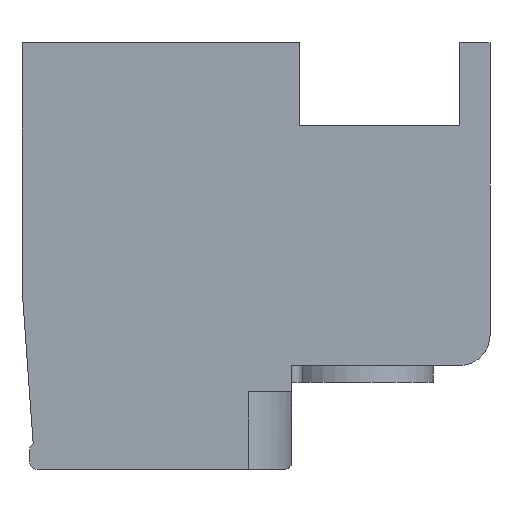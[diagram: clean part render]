
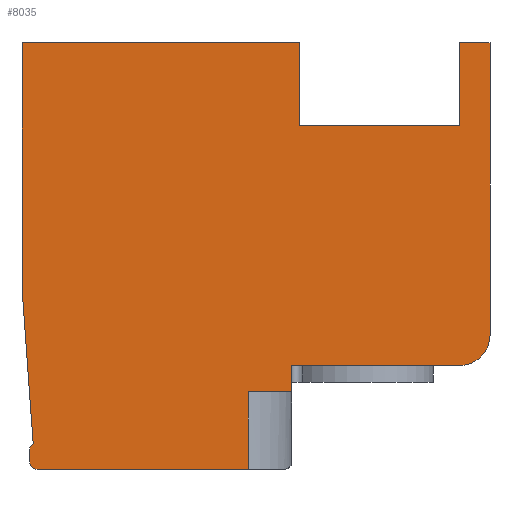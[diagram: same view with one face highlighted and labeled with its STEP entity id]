
A CAD part, front view. The second image highlights one B-rep face of the part: STEP entity #8035.
In plain terms, the highlighted planar face has unit normal (0, -1, 0).
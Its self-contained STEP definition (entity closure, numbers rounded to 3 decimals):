
#1=DIRECTION('',(0.,0.,1.));
#2=VECTOR('',#1,2.05);
#3=CARTESIAN_POINT('',(-0.15,0.,-6.175));
#4=LINE('',#3,#2);
#5=DIRECTION('',(-1.,0.,0.));
#6=VECTOR('',#5,5.6);
#7=CARTESIAN_POINT('',(-0.15,0.,-6.175));
#8=LINE('',#7,#6);
#9=CARTESIAN_POINT('',(-5.75,0.,-5.975));
#10=DIRECTION('',(0.,1.,0.));
#11=DIRECTION('',(0.,0.,-1.));
#12=AXIS2_PLACEMENT_3D('',#9,#10,#11);
#14=DIRECTION('',(0.,0.,1.));
#15=VECTOR('',#14,0.3);
#16=CARTESIAN_POINT('',(-5.95,0.,-5.975));
#17=LINE('',#16,#15);
#18=CARTESIAN_POINT('',(-5.75,0.,-5.675));
#19=DIRECTION('',(0.,1.,0.));
#20=DIRECTION('',(-1.,0.,0.));
#21=AXIS2_PLACEMENT_3D('',#18,#19,#20);
#23=DIRECTION('',(-0.072,0.,0.997));
#24=VECTOR('',#23,4.13);
#25=CARTESIAN_POINT('',(-5.854,0.,-5.504));
#26=LINE('',#25,#24);
#27=DIRECTION('',(0.,0.,1.));
#28=VECTOR('',#27,6.51);
#29=CARTESIAN_POINT('',(-6.15,0.,-1.385));
#30=LINE('',#29,#28);
#31=DIRECTION('',(1.,0.,0.));
#32=VECTOR('',#31,7.35);
#33=CARTESIAN_POINT('',(-6.15,0.,5.125));
#34=LINE('',#33,#32);
#35=DIRECTION('',(0.,0.,-1.));
#36=VECTOR('',#35,2.2);
#37=CARTESIAN_POINT('',(1.2,0.,5.125));
#38=LINE('',#37,#36);
#39=DIRECTION('',(1.,0.,0.));
#40=VECTOR('',#39,4.25);
#41=CARTESIAN_POINT('',(1.2,0.,2.925));
#42=LINE('',#41,#40);
#43=DIRECTION('',(0.,0.,1.));
#44=VECTOR('',#43,2.2);
#45=CARTESIAN_POINT('',(5.45,0.,2.925));
#46=LINE('',#45,#44);
#47=DIRECTION('',(1.,0.,0.));
#48=VECTOR('',#47,0.8);
#49=CARTESIAN_POINT('',(5.45,0.,5.125));
#50=LINE('',#49,#48);
#51=DIRECTION('',(0.,0.,-1.));
#52=VECTOR('',#51,7.75);
#53=CARTESIAN_POINT('',(6.25,0.,5.125));
#54=LINE('',#53,#52);
#55=CARTESIAN_POINT('',(5.45,0.,-2.625));
#56=DIRECTION('',(0.,1.,0.));
#57=DIRECTION('',(1.,0.,0.));
#58=AXIS2_PLACEMENT_3D('',#55,#56,#57);
#60=DIRECTION('',(-1.,0.,0.));
#61=VECTOR('',#60,4.45);
#62=CARTESIAN_POINT('',(5.45,0.,-3.425));
#63=LINE('',#62,#61);
#64=DIRECTION('',(0.,0.,-1.));
#65=VECTOR('',#64,0.7);
#66=CARTESIAN_POINT('',(1.,0.,-3.425));
#67=LINE('',#66,#65);
#68=DIRECTION('',(1.,0.,0.));
#69=VECTOR('',#68,1.15);
#70=CARTESIAN_POINT('',(-0.15,0.,-4.125));
#71=LINE('',#70,#69);
#6166=CARTESIAN_POINT('',(6.25,0.,5.125));
#6167=CARTESIAN_POINT('',(6.25,0.,-2.625));
#6168=VERTEX_POINT('',#6166);
#6169=VERTEX_POINT('',#6167);
#6170=CARTESIAN_POINT('',(5.45,0.,-3.425));
#6171=VERTEX_POINT('',#6170);
#6172=CARTESIAN_POINT('',(1.,0.,-3.425));
#6173=VERTEX_POINT('',#6172);
#6174=CARTESIAN_POINT('',(-5.75,0.,-6.175));
#6175=CARTESIAN_POINT('',(-5.95,0.,-5.975));
#6176=VERTEX_POINT('',#6174);
#6177=VERTEX_POINT('',#6175);
#6178=CARTESIAN_POINT('',(-5.95,0.,-5.675));
#6179=VERTEX_POINT('',#6178);
#6180=CARTESIAN_POINT('',(-5.854,0.,-5.504));
#6181=VERTEX_POINT('',#6180);
#6182=CARTESIAN_POINT('',(-6.15,0.,-1.385));
#6183=VERTEX_POINT('',#6182);
#6184=CARTESIAN_POINT('',(-6.15,0.,5.125));
#6185=VERTEX_POINT('',#6184);
#6186=CARTESIAN_POINT('',(1.2,0.,5.125));
#6187=CARTESIAN_POINT('',(1.2,0.,2.925));
#6188=VERTEX_POINT('',#6186);
#6189=VERTEX_POINT('',#6187);
#6190=CARTESIAN_POINT('',(5.45,0.,2.925));
#6191=VERTEX_POINT('',#6190);
#6192=CARTESIAN_POINT('',(5.45,0.,5.125));
#6193=VERTEX_POINT('',#6192);
#6644=CARTESIAN_POINT('',(-0.15,0.,-6.175));
#6645=CARTESIAN_POINT('',(-0.15,0.,-4.125));
#6646=VERTEX_POINT('',#6644);
#6647=VERTEX_POINT('',#6645);
#6648=CARTESIAN_POINT('',(1.,0.,-4.125));
#6649=VERTEX_POINT('',#6648);
#7994=CARTESIAN_POINT('',(0.,0.,0.));
#7995=DIRECTION('',(0.,1.,0.));
#7996=DIRECTION('',(1.,0.,0.));
#7997=AXIS2_PLACEMENT_3D('',#7994,#7995,#7996);
#7998=PLANE('',#7997);
#8000=ORIENTED_EDGE('',*,*,#7999,.F.);
#8002=ORIENTED_EDGE('',*,*,#8001,.T.);
#8004=ORIENTED_EDGE('',*,*,#8003,.T.);
#8006=ORIENTED_EDGE('',*,*,#8005,.T.);
#8008=ORIENTED_EDGE('',*,*,#8007,.T.);
#8010=ORIENTED_EDGE('',*,*,#8009,.T.);
#8012=ORIENTED_EDGE('',*,*,#8011,.T.);
#8014=ORIENTED_EDGE('',*,*,#8013,.T.);
#8016=ORIENTED_EDGE('',*,*,#8015,.T.);
#8018=ORIENTED_EDGE('',*,*,#8017,.T.);
#8020=ORIENTED_EDGE('',*,*,#8019,.T.);
#8022=ORIENTED_EDGE('',*,*,#8021,.T.);
#8024=ORIENTED_EDGE('',*,*,#8023,.T.);
#8026=ORIENTED_EDGE('',*,*,#8025,.T.);
#8028=ORIENTED_EDGE('',*,*,#8027,.T.);
#8030=ORIENTED_EDGE('',*,*,#8029,.T.);
#8032=ORIENTED_EDGE('',*,*,#8031,.F.);
#8033=EDGE_LOOP('',(#8000,#8002,#8004,#8006,#8008,#8010,#8012,#8014,#8016,#8018,
#8020,#8022,#8024,#8026,#8028,#8030,#8032));
#8034=FACE_OUTER_BOUND('',#8033,.F.);
#8035=ADVANCED_FACE('',(#8034),#7998,.F.);
#13=CIRCLE('',#12,0.2);
#22=CIRCLE('',#21,0.2);
#59=CIRCLE('',#58,0.8);
#7999=EDGE_CURVE('',#6646,#6647,#4,.T.);
#8001=EDGE_CURVE('',#6646,#6176,#8,.T.);
#8003=EDGE_CURVE('',#6176,#6177,#13,.T.);
#8005=EDGE_CURVE('',#6177,#6179,#17,.T.);
#8007=EDGE_CURVE('',#6179,#6181,#22,.T.);
#8009=EDGE_CURVE('',#6181,#6183,#26,.T.);
#8011=EDGE_CURVE('',#6183,#6185,#30,.T.);
#8013=EDGE_CURVE('',#6185,#6188,#34,.T.);
#8015=EDGE_CURVE('',#6188,#6189,#38,.T.);
#8017=EDGE_CURVE('',#6189,#6191,#42,.T.);
#8019=EDGE_CURVE('',#6191,#6193,#46,.T.);
#8021=EDGE_CURVE('',#6193,#6168,#50,.T.);
#8023=EDGE_CURVE('',#6168,#6169,#54,.T.);
#8025=EDGE_CURVE('',#6169,#6171,#59,.T.);
#8027=EDGE_CURVE('',#6171,#6173,#63,.T.);
#8029=EDGE_CURVE('',#6173,#6649,#67,.T.);
#8031=EDGE_CURVE('',#6647,#6649,#71,.T.);
